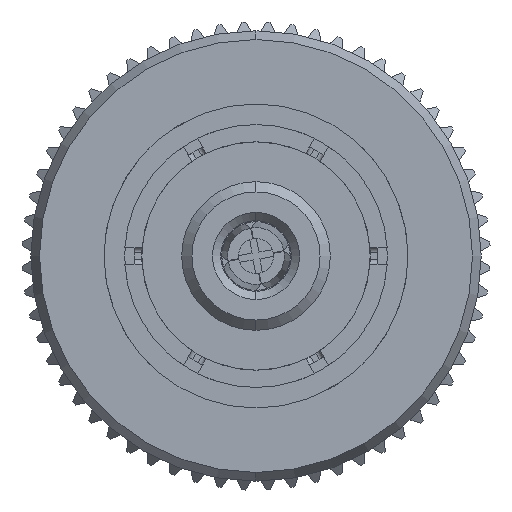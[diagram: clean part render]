
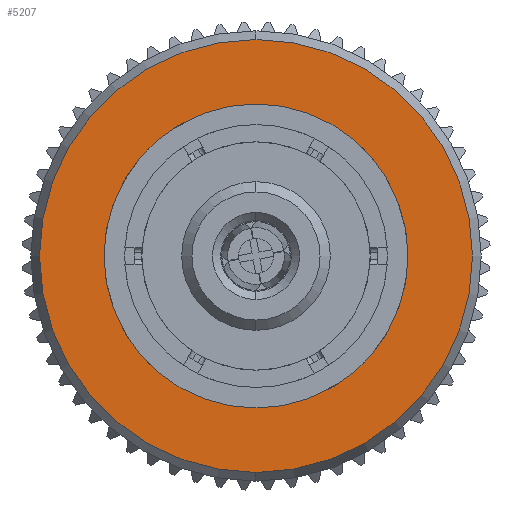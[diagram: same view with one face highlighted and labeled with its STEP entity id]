
A CAD part, left-side view. The second image highlights one B-rep face of the part: STEP entity #5207.
In plain terms, the highlighted planar face has unit normal (-1, 0, 0).
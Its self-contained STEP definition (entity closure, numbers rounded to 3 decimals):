
#780 = DIRECTION ( 'NONE',  ( 1., 0., 0. ) ) ;
#2779 = VERTEX_POINT ( 'NONE', #4250 ) ;
#3258 = CARTESIAN_POINT ( 'NONE',  ( 8.604, 0., 0. ) ) ;
#4250 = CARTESIAN_POINT ( 'NONE',  ( 8.604, 0., 4.698 ) ) ;
#4505 = DIRECTION ( 'NONE',  ( -1., 0., 0. ) ) ;
#4706 = DIRECTION ( 'NONE',  ( 0., 0., 1. ) ) ;
#5207 = ADVANCED_FACE ( 'NONE', ( #38727, #16878 ), #29813, .F. ) ;
#5710 = ORIENTED_EDGE ( 'NONE', *, *, #26909, .T. ) ;
#8921 = CIRCLE ( 'NONE', #25856, 6.69 ) ;
#9398 = DIRECTION ( 'NONE',  ( -1., 0., 0. ) ) ;
#10285 = CARTESIAN_POINT ( 'NONE',  ( 8.604, 0., 0. ) ) ;
#12562 = CARTESIAN_POINT ( 'NONE',  ( 8.604, 0., 0. ) ) ;
#14299 = DIRECTION ( 'NONE',  ( 0., 0., 1. ) ) ;
#15699 = AXIS2_PLACEMENT_3D ( 'NONE', #22603, #780, #39548 ) ;
#16088 = EDGE_CURVE ( 'NONE', #20674, #2779, #26072, .T. ) ;
#16742 = CARTESIAN_POINT ( 'NONE',  ( 8.604, 0., -4.698 ) ) ;
#16878 = FACE_BOUND ( 'NONE', #21884, .T. ) ;
#17297 = CIRCLE ( 'NONE', #40983, 4.698 ) ;
#17613 = EDGE_CURVE ( 'NONE', #2779, #20674, #17297, .T. ) ;
#18913 = DIRECTION ( 'NONE',  ( 0., 0., -1. ) ) ;
#19324 = DIRECTION ( 'NONE',  ( 0., 0., -1. ) ) ;
#20674 = VERTEX_POINT ( 'NONE', #16742 ) ;
#21773 = VERTEX_POINT ( 'NONE', #35542 ) ;
#21884 = EDGE_LOOP ( 'NONE', ( #37402, #32602 ) ) ;
#22603 = CARTESIAN_POINT ( 'NONE',  ( 8.604, 0., -6.69 ) ) ;
#23829 = DIRECTION ( 'NONE',  ( -1., 0., 0. ) ) ;
#25856 = AXIS2_PLACEMENT_3D ( 'NONE', #10285, #23829, #14299 ) ;
#26072 = CIRCLE ( 'NONE', #35544, 4.698 ) ;
#26909 = EDGE_CURVE ( 'NONE', #41787, #21773, #36557, .T. ) ;
#28329 = CARTESIAN_POINT ( 'NONE',  ( 8.604, 0., 6.69 ) ) ;
#29813 = PLANE ( 'NONE',  #15699 ) ;
#30483 = EDGE_CURVE ( 'NONE', #21773, #41787, #8921, .T. ) ;
#30916 = EDGE_LOOP ( 'NONE', ( #34226, #5710 ) ) ;
#32602 = ORIENTED_EDGE ( 'NONE', *, *, #16088, .F. ) ;
#34226 = ORIENTED_EDGE ( 'NONE', *, *, #30483, .T. ) ;
#35542 = CARTESIAN_POINT ( 'NONE',  ( 8.604, 0., -6.69 ) ) ;
#35544 = AXIS2_PLACEMENT_3D ( 'NONE', #3258, #39046, #19324 ) ;
#36557 = CIRCLE ( 'NONE', #37915, 6.69 ) ;
#37402 = ORIENTED_EDGE ( 'NONE', *, *, #17613, .F. ) ;
#37915 = AXIS2_PLACEMENT_3D ( 'NONE', #39868, #4505, #4706 ) ;
#38727 = FACE_OUTER_BOUND ( 'NONE', #30916, .T. ) ;
#39046 = DIRECTION ( 'NONE',  ( -1., 0., 0. ) ) ;
#39548 = DIRECTION ( 'NONE',  ( 0., 0., -1. ) ) ;
#39868 = CARTESIAN_POINT ( 'NONE',  ( 8.604, 0., 0. ) ) ;
#40983 = AXIS2_PLACEMENT_3D ( 'NONE', #12562, #9398, #18913 ) ;
#41787 = VERTEX_POINT ( 'NONE', #28329 ) ;
